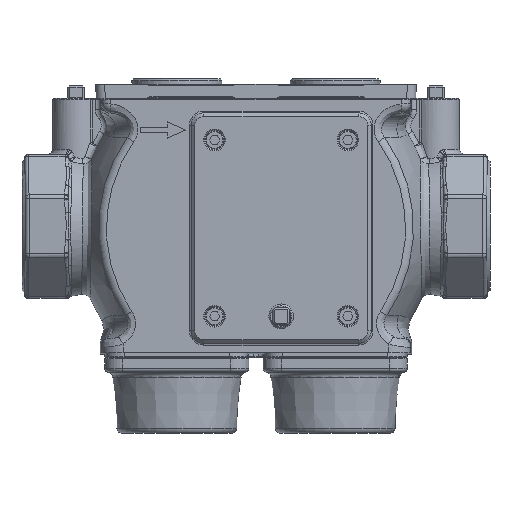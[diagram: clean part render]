
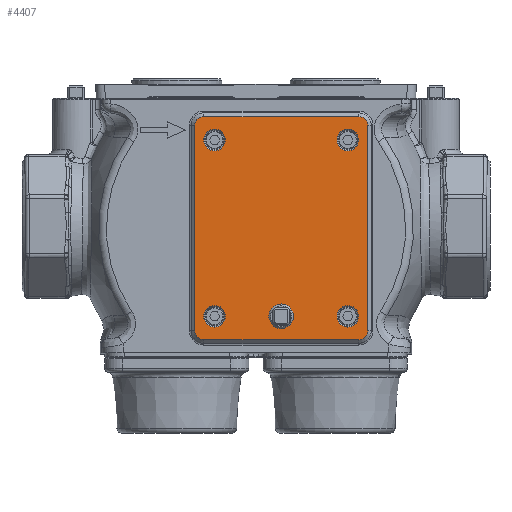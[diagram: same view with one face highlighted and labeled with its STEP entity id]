
A CAD part, front view. The second image highlights one B-rep face of the part: STEP entity #4407.
In plain terms, the highlighted planar face has unit normal (0, -1, 0).
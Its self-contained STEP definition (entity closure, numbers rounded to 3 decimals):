
#1958=FACE_BOUND('',#8544,.T.);
#1959=FACE_BOUND('',#8545,.T.);
#1960=FACE_BOUND('',#8546,.T.);
#1961=FACE_BOUND('',#8547,.T.);
#1962=FACE_BOUND('',#8548,.T.);
#1963=FACE_BOUND('',#8549,.T.);
#4407=ADVANCED_FACE('',(#1958,#1959,#1960,#1961,#1962,#1963),#5220,.T.);
#5220=PLANE('',#31378);
#8544=EDGE_LOOP('',(#19773));
#8545=EDGE_LOOP('',(#19774));
#8546=EDGE_LOOP('',(#19775));
#8547=EDGE_LOOP('',(#19776));
#8548=EDGE_LOOP('',(#19777));
#8549=EDGE_LOOP('',(#19778,#19779,#19780,#19781,#19782,#19783,#19784,#19785));
#10577=LINE('',#55314,#12345);
#10581=LINE('',#55321,#12349);
#10585=LINE('',#55338,#12353);
#10589=LINE('',#55345,#12357);
#12345=VECTOR('',#38915,1.);
#12349=VECTOR('',#38921,1.);
#12353=VECTOR('',#38939,1.);
#12357=VECTOR('',#38945,1.);
#19773=ORIENTED_EDGE('',*,*,#26660,.F.);
#19774=ORIENTED_EDGE('',*,*,#26743,.T.);
#19775=ORIENTED_EDGE('',*,*,#26741,.T.);
#19776=ORIENTED_EDGE('',*,*,#26739,.T.);
#19777=ORIENTED_EDGE('',*,*,#26737,.T.);
#19778=ORIENTED_EDGE('',*,*,#26753,.T.);
#19779=ORIENTED_EDGE('',*,*,#26747,.T.);
#19780=ORIENTED_EDGE('',*,*,#26749,.T.);
#19781=ORIENTED_EDGE('',*,*,#26755,.T.);
#19782=ORIENTED_EDGE('',*,*,#26761,.T.);
#19783=ORIENTED_EDGE('',*,*,#26767,.T.);
#19784=ORIENTED_EDGE('',*,*,#26765,.T.);
#19785=ORIENTED_EDGE('',*,*,#26759,.T.);
#22745=VERTEX_POINT('',#55114);
#22800=VERTEX_POINT('',#55285);
#22802=VERTEX_POINT('',#55290);
#22804=VERTEX_POINT('',#55295);
#22806=VERTEX_POINT('',#55300);
#22807=VERTEX_POINT('',#55303);
#22810=VERTEX_POINT('',#55308);
#22812=VERTEX_POINT('',#55313);
#22813=VERTEX_POINT('',#55318);
#22816=VERTEX_POINT('',#55325);
#22817=VERTEX_POINT('',#55330);
#22820=VERTEX_POINT('',#55337);
#22821=VERTEX_POINT('',#55342);
#26660=EDGE_CURVE('',#22745,#22745,#28372,.T.);
#26737=EDGE_CURVE('',#22800,#22800,#28395,.T.);
#26739=EDGE_CURVE('',#22802,#22802,#28397,.T.);
#26741=EDGE_CURVE('',#22804,#22804,#28399,.T.);
#26743=EDGE_CURVE('',#22806,#22806,#28401,.T.);
#26747=EDGE_CURVE('',#22807,#22810,#28403,.T.);
#26749=EDGE_CURVE('',#22810,#22812,#10577,.T.);
#26753=EDGE_CURVE('',#22813,#22807,#10581,.T.);
#26755=EDGE_CURVE('',#22812,#22816,#28404,.T.);
#26759=EDGE_CURVE('',#22817,#22813,#28407,.T.);
#26761=EDGE_CURVE('',#22816,#22820,#10585,.T.);
#26765=EDGE_CURVE('',#22821,#22817,#10589,.T.);
#26767=EDGE_CURVE('',#22820,#22821,#28409,.T.);
#28372=CIRCLE('',#31268,6.858);
#28395=CIRCLE('',#31330,6.);
#28397=CIRCLE('',#31333,6.);
#28399=CIRCLE('',#31336,6.);
#28401=CIRCLE('',#31339,6.);
#28403=CIRCLE('',#31342,5.);
#28404=CIRCLE('',#31346,5.);
#28407=CIRCLE('',#31350,5.);
#28409=CIRCLE('',#31355,5.);
#31268=AXIS2_PLACEMENT_3D('',#55113,#38706,#38707);
#31330=AXIS2_PLACEMENT_3D('',#55284,#38884,#38885);
#31333=AXIS2_PLACEMENT_3D('',#55289,#38890,#38891);
#31336=AXIS2_PLACEMENT_3D('',#55294,#38896,#38897);
#31339=AXIS2_PLACEMENT_3D('',#55299,#38902,#38903);
#31342=AXIS2_PLACEMENT_3D('',#55309,#38910,#38911);
#31346=AXIS2_PLACEMENT_3D('',#55326,#38925,#38926);
#31350=AXIS2_PLACEMENT_3D('',#55333,#38934,#38935);
#31355=AXIS2_PLACEMENT_3D('',#55348,#38950,#38951);
#31378=AXIS2_PLACEMENT_3D('',#55391,#39008,#39009);
#38706=DIRECTION('',(0.,-1.,0.));
#38707=DIRECTION('',(0.,0.,-1.));
#38884=DIRECTION('',(0.,1.,0.));
#38885=DIRECTION('',(0.,0.,1.));
#38890=DIRECTION('',(0.,1.,0.));
#38891=DIRECTION('',(0.,0.,1.));
#38896=DIRECTION('',(0.,1.,0.));
#38897=DIRECTION('',(0.,0.,1.));
#38902=DIRECTION('',(0.,1.,0.));
#38903=DIRECTION('',(0.,0.,1.));
#38910=DIRECTION('',(0.,-1.,0.));
#38911=DIRECTION('',(0.,0.,1.));
#38915=DIRECTION('',(0.,0.,1.));
#38921=DIRECTION('',(1.,0.,0.));
#38925=DIRECTION('',(0.,-1.,0.));
#38926=DIRECTION('',(0.,0.,1.));
#38934=DIRECTION('',(0.,-1.,0.));
#38935=DIRECTION('',(0.,0.,1.));
#38939=DIRECTION('',(-1.,0.,0.));
#38945=DIRECTION('',(0.,0.,-1.));
#38950=DIRECTION('',(0.,-1.,0.));
#38951=DIRECTION('',(0.,0.,1.));
#39008=DIRECTION('',(0.,-1.,0.));
#39009=DIRECTION('',(0.,0.,1.));
#55113=CARTESIAN_POINT('',(14.,-67.,-50.));
#55114=CARTESIAN_POINT('',(14.,-67.,-56.858));
#55284=CARTESIAN_POINT('',(-23.,-67.,48.));
#55285=CARTESIAN_POINT('',(-23.,-67.,54.));
#55289=CARTESIAN_POINT('',(51.,-67.,48.));
#55290=CARTESIAN_POINT('',(51.,-67.,54.));
#55294=CARTESIAN_POINT('',(-23.,-67.,-50.));
#55295=CARTESIAN_POINT('',(-23.,-67.,-44.));
#55299=CARTESIAN_POINT('',(51.,-67.,-50.));
#55300=CARTESIAN_POINT('',(51.,-67.,-44.));
#55303=CARTESIAN_POINT('',(57.,-67.,-63.));
#55308=CARTESIAN_POINT('',(62.,-67.,-58.));
#55309=CARTESIAN_POINT('',(57.,-67.,-58.));
#55313=CARTESIAN_POINT('',(62.,-67.,56.));
#55314=CARTESIAN_POINT('',(62.,-67.,-1.));
#55318=CARTESIAN_POINT('',(-29.,-67.,-63.));
#55321=CARTESIAN_POINT('',(14.,-67.,-63.));
#55325=CARTESIAN_POINT('',(57.,-67.,61.));
#55326=CARTESIAN_POINT('',(57.,-67.,56.));
#55330=CARTESIAN_POINT('',(-34.,-67.,-58.));
#55333=CARTESIAN_POINT('',(-29.,-67.,-58.));
#55337=CARTESIAN_POINT('',(-29.,-67.,61.));
#55338=CARTESIAN_POINT('',(14.,-67.,61.));
#55342=CARTESIAN_POINT('',(-34.,-67.,56.));
#55345=CARTESIAN_POINT('',(-34.,-67.,-1.));
#55348=CARTESIAN_POINT('',(-29.,-67.,56.));
#55391=CARTESIAN_POINT('',(14.,-67.,-1.));
